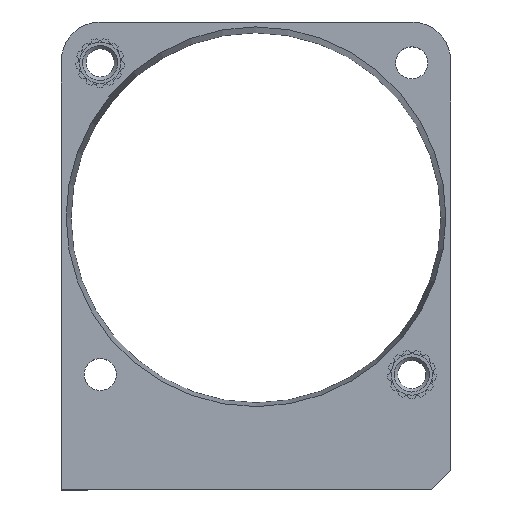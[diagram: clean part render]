
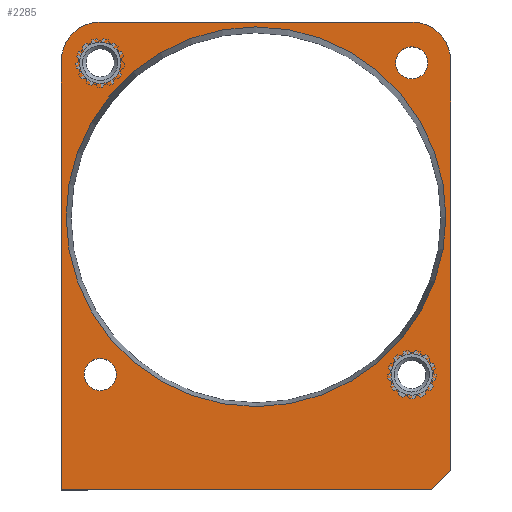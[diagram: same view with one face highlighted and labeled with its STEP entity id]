
A CAD part, top view. The second image highlights one B-rep face of the part: STEP entity #2285.
In plain terms, the highlighted planar face has unit normal (0, 0, 1).
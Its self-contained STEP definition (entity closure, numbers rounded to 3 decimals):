
#343=FACE_BOUND('',#529,.T.);
#344=FACE_BOUND('',#530,.T.);
#345=FACE_BOUND('',#531,.T.);
#346=FACE_BOUND('',#532,.T.);
#347=FACE_BOUND('',#533,.T.);
#362=PLANE('',#2464);
#386=FACE_OUTER_BOUND('',#528,.T.);
#528=EDGE_LOOP('',(#1556,#1557,#1558,#1559,#1560,#1561,#1562));
#529=EDGE_LOOP('',(#1563));
#530=EDGE_LOOP('',(#1564));
#531=EDGE_LOOP('',(#1565));
#532=EDGE_LOOP('',(#1566));
#533=EDGE_LOOP('',(#1567));
#665=LINE('',#3219,#721);
#668=LINE('',#3225,#724);
#671=LINE('',#3231,#727);
#674=LINE('',#3237,#730);
#678=LINE('',#3248,#734);
#721=VECTOR('',#2712,10.);
#724=VECTOR('',#2717,10.);
#727=VECTOR('',#2722,10.);
#730=VECTOR('',#2727,10.);
#734=VECTOR('',#2739,10.);
#769=CIRCLE('',#2431,2.125);
#772=CIRCLE('',#2436,2.125);
#776=CIRCLE('',#2442,1.65);
#779=CIRCLE('',#2447,1.65);
#781=CIRCLE('',#2450,19.5);
#783=CIRCLE('',#2453,4.);
#785=CIRCLE('',#2460,4.);
#863=VERTEX_POINT('',#3147);
#866=VERTEX_POINT('',#3156);
#870=VERTEX_POINT('',#3167);
#873=VERTEX_POINT('',#3177);
#875=VERTEX_POINT('',#3202);
#877=VERTEX_POINT('',#3209);
#878=VERTEX_POINT('',#3210);
#881=VERTEX_POINT('',#3218);
#883=VERTEX_POINT('',#3224);
#885=VERTEX_POINT('',#3230);
#887=VERTEX_POINT('',#3236);
#889=VERTEX_POINT('',#3242);
#1111=EDGE_CURVE('',#863,#863,#769,.T.);
#1115=EDGE_CURVE('',#866,#866,#772,.T.);
#1121=EDGE_CURVE('',#870,#870,#776,.T.);
#1126=EDGE_CURVE('',#873,#873,#779,.T.);
#1129=EDGE_CURVE('',#875,#875,#781,.T.);
#1132=EDGE_CURVE('',#877,#878,#783,.T.);
#1136=EDGE_CURVE('',#881,#877,#665,.T.);
#1139=EDGE_CURVE('',#883,#881,#668,.T.);
#1142=EDGE_CURVE('',#885,#883,#671,.T.);
#1145=EDGE_CURVE('',#887,#885,#674,.T.);
#1148=EDGE_CURVE('',#889,#887,#785,.T.);
#1151=EDGE_CURVE('',#878,#889,#678,.T.);
#1556=ORIENTED_EDGE('',*,*,#1142,.T.);
#1557=ORIENTED_EDGE('',*,*,#1139,.T.);
#1558=ORIENTED_EDGE('',*,*,#1136,.T.);
#1559=ORIENTED_EDGE('',*,*,#1132,.T.);
#1560=ORIENTED_EDGE('',*,*,#1151,.T.);
#1561=ORIENTED_EDGE('',*,*,#1148,.T.);
#1562=ORIENTED_EDGE('',*,*,#1145,.T.);
#1563=ORIENTED_EDGE('',*,*,#1111,.T.);
#1564=ORIENTED_EDGE('',*,*,#1115,.T.);
#1565=ORIENTED_EDGE('',*,*,#1121,.T.);
#1566=ORIENTED_EDGE('',*,*,#1126,.T.);
#1567=ORIENTED_EDGE('',*,*,#1129,.T.);
#2285=ADVANCED_FACE('',(#386,#343,#344,#345,#346,#347),#362,.F.);
#2431=AXIS2_PLACEMENT_3D('',#3148,#2654,#2655);
#2436=AXIS2_PLACEMENT_3D('',#3157,#2665,#2666);
#2442=AXIS2_PLACEMENT_3D('',#3169,#2679,#2680);
#2447=AXIS2_PLACEMENT_3D('',#3179,#2691,#2692);
#2450=AXIS2_PLACEMENT_3D('',#3203,#2698,#2699);
#2453=AXIS2_PLACEMENT_3D('',#3211,#2704,#2705);
#2460=AXIS2_PLACEMENT_3D('',#3243,#2732,#2733);
#2464=AXIS2_PLACEMENT_3D('',#3251,#2743,#2744);
#2654=DIRECTION('center_axis',(0.,0.,-1.));
#2655=DIRECTION('ref_axis',(-1.,0.,0.));
#2665=DIRECTION('center_axis',(0.,0.,-1.));
#2666=DIRECTION('ref_axis',(-1.,0.,0.));
#2679=DIRECTION('center_axis',(0.,0.,-1.));
#2680=DIRECTION('ref_axis',(-1.,0.,0.));
#2691=DIRECTION('center_axis',(0.,0.,-1.));
#2692=DIRECTION('ref_axis',(-1.,0.,0.));
#2698=DIRECTION('center_axis',(0.,0.,-1.));
#2699=DIRECTION('ref_axis',(1.,-0.002,0.));
#2704=DIRECTION('center_axis',(0.,0.,1.));
#2705=DIRECTION('ref_axis',(0.,1.,0.));
#2712=DIRECTION('',(0.,1.,0.));
#2717=DIRECTION('',(0.707,0.707,0.));
#2722=DIRECTION('',(1.,0.,0.));
#2727=DIRECTION('',(0.,-1.,0.));
#2732=DIRECTION('center_axis',(0.,0.,1.));
#2733=DIRECTION('ref_axis',(-1.,0.,0.));
#2739=DIRECTION('',(-1.,0.,0.));
#2743=DIRECTION('center_axis',(0.,0.,-1.));
#2744=DIRECTION('ref_axis',(-1.,0.,0.));
#3147=CARTESIAN_POINT('',(-37.875,35.901,8.25));
#3148=CARTESIAN_POINT('Origin',(-40.,35.901,8.25));
#3156=CARTESIAN_POINT('',(-5.875,3.901,8.25));
#3157=CARTESIAN_POINT('Origin',(-8.,3.901,8.25));
#3167=CARTESIAN_POINT('',(-6.35,35.901,8.25));
#3169=CARTESIAN_POINT('Origin',(-8.,35.901,8.25));
#3177=CARTESIAN_POINT('',(-38.35,3.901,8.25));
#3179=CARTESIAN_POINT('Origin',(-40.,3.901,8.25));
#3202=CARTESIAN_POINT('',(-43.5,20.061,8.25));
#3203=CARTESIAN_POINT('Origin',(-24.,20.099,8.25));
#3209=CARTESIAN_POINT('',(-4.,36.099,8.25));
#3210=CARTESIAN_POINT('',(-8.,40.099,8.25));
#3211=CARTESIAN_POINT('Origin',(-8.,36.099,8.25));
#3218=CARTESIAN_POINT('',(-4.,-5.951,8.25));
#3219=CARTESIAN_POINT('',(-4.,5.062,8.25));
#3224=CARTESIAN_POINT('',(-6.,-7.951,8.25));
#3225=CARTESIAN_POINT('',(-4.494,-6.445,8.25));
#3230=CARTESIAN_POINT('',(-44.,-7.951,8.25));
#3231=CARTESIAN_POINT('',(-34.,-7.951,8.25));
#3236=CARTESIAN_POINT('',(-44.,36.099,8.25));
#3237=CARTESIAN_POINT('',(-44.,26.087,8.25));
#3242=CARTESIAN_POINT('',(-40.,40.099,8.25));
#3243=CARTESIAN_POINT('Origin',(-40.,36.099,8.25));
#3248=CARTESIAN_POINT('',(-16.,40.099,8.25));
#3251=CARTESIAN_POINT('Origin',(-24.,16.074,8.25));
